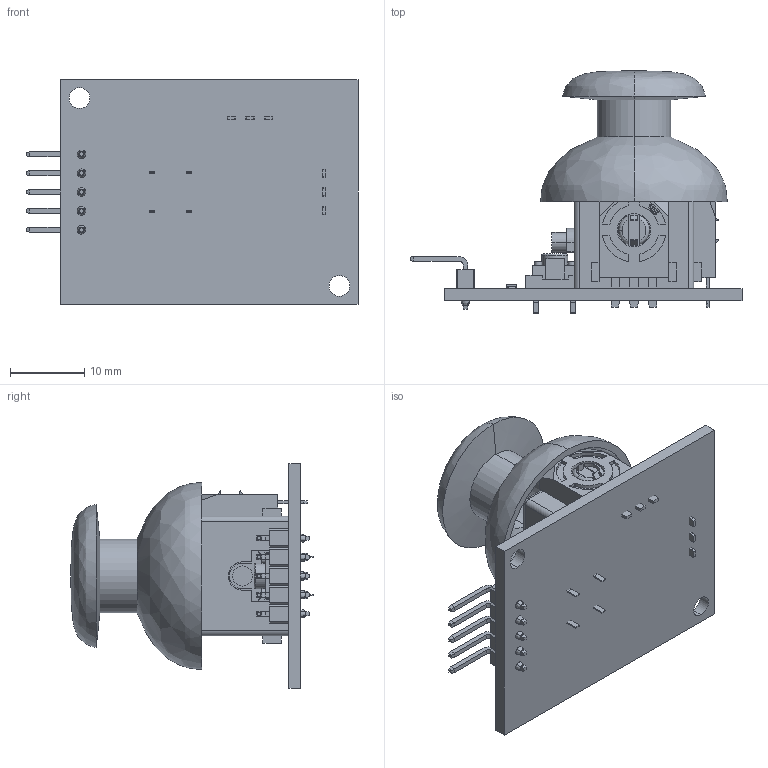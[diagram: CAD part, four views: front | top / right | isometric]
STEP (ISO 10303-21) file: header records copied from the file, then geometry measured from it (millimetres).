
FILE_DESCRIPTION (( 'STEP AP214' ), '1' );
FILE_NAME ('ps2Joystick.STEP', '2020-11-04T18:44:34', ( '' ), ( '' ), 'SwSTEP 2.0', 'SolidWorks 2016', '' );
FILE_SCHEMA (( 'AUTOMOTIVE_DESIGN' ));
Length unit declared in the file: millimetre
Products named in the file (8): ps2board; 90headerMale; ps2Joystick; solder; verticalTrimmer103; smdResistor103; pushButton1_5mm; Thumbstick
Assembly tree (16 placements, depth 2):
  ps2Joystick
    ps2board
    90headerMale  x5
    solder  x5
    verticalTrimmer103  x2
    pushButton1_5mm
    smdResistor103
    Thumbstick
Bounding box: 44.71 x 32.6 x 30.3 mm (x, y, z)
Volume: 7144.7 mm3; surface area: 8621.5 mm2
Topology: 72 solids, 72 shells, 1177 faces, 2872 edges, 1876 vertices
Faces by surface type: plane 758, bspline 242, cylinder 157, torus 12, sphere 4, cone 4
Entity records: 42439 total; most frequent: CARTESIAN_POINT 15356, ORIENTED_EDGE 4364, DIRECTION 3414, EDGE_CURVE 2182, VECTOR 1526, LINE 1526, VERTEX_POINT 1435, AXIS2_PLACEMENT_3D 944
